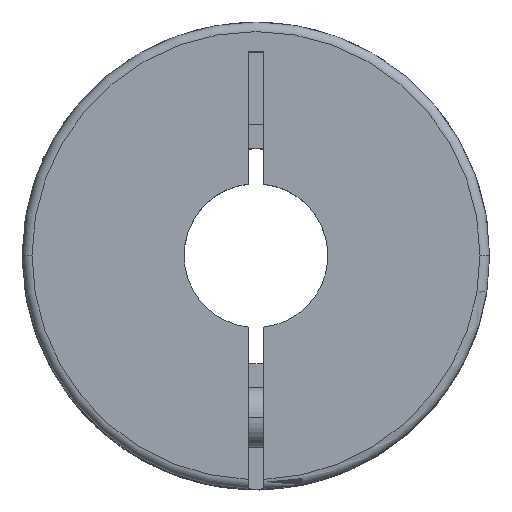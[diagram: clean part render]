
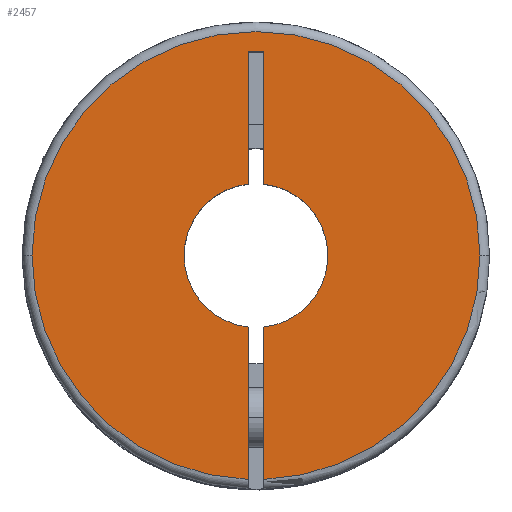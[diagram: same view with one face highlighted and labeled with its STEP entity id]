
A CAD part, top view. The second image highlights one B-rep face of the part: STEP entity #2457.
In plain terms, the highlighted planar face has unit normal (0, 0, 1).
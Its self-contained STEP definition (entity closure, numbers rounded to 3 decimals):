
#25 = VERTEX_POINT ( 'NONE', #2758 ) ;
#58 = DIRECTION ( 'NONE',  ( 0., 1., 0. ) ) ;
#91 = EDGE_CURVE ( 'NONE', #4341, #721, #123, .T. ) ;
#92 = AXIS2_PLACEMENT_3D ( 'NONE', #2163, #3545, #2866 ) ;
#108 = ORIENTED_EDGE ( 'NONE', *, *, #561, .F. ) ;
#119 = DIRECTION ( 'NONE',  ( 0., -1., 0. ) ) ;
#123 = LINE ( 'NONE', #3284, #4471 ) ;
#248 = ORIENTED_EDGE ( 'NONE', *, *, #3258, .T. ) ;
#330 = EDGE_CURVE ( 'NONE', #4341, #1599, #1291, .T. ) ;
#422 = CARTESIAN_POINT ( 'NONE',  ( 0.65, -5.965, 0. ) ) ;
#426 = LINE ( 'NONE', #1460, #482 ) ;
#467 = CARTESIAN_POINT ( 'NONE',  ( 0., 0., 0. ) ) ;
#482 = VECTOR ( 'NONE', #2174, 1000. ) ;
#561 = EDGE_CURVE ( 'NONE', #978, #2963, #1747, .T. ) ;
#573 = CARTESIAN_POINT ( 'NONE',  ( 0.65, 17., 0. ) ) ;
#721 = VERTEX_POINT ( 'NONE', #573 ) ;
#738 = DIRECTION ( 'NONE',  ( 0., -1., 0. ) ) ;
#809 = ORIENTED_EDGE ( 'NONE', *, *, #1810, .F. ) ;
#858 = EDGE_CURVE ( 'NONE', #721, #1385, #2725, .T. ) ;
#914 = CARTESIAN_POINT ( 'NONE',  ( 0.65, 17., 0. ) ) ;
#978 = VERTEX_POINT ( 'NONE', #2997 ) ;
#980 = EDGE_CURVE ( 'NONE', #25, #1599, #4380, .T. ) ;
#995 = CARTESIAN_POINT ( 'NONE',  ( 0., 0., 0. ) ) ;
#1058 = LINE ( 'NONE', #3879, #2464 ) ;
#1069 = CARTESIAN_POINT ( 'NONE',  ( 0., 0., 0. ) ) ;
#1214 = DIRECTION ( 'NONE',  ( -1., 0., 0. ) ) ;
#1221 = AXIS2_PLACEMENT_3D ( 'NONE', #995, #2418, #4067 ) ;
#1291 = CIRCLE ( 'NONE', #2993, 6. ) ;
#1293 = CARTESIAN_POINT ( 'NONE',  ( -0.65, -5.965, 0. ) ) ;
#1300 = ORIENTED_EDGE ( 'NONE', *, *, #1712, .T. ) ;
#1328 = CARTESIAN_POINT ( 'NONE',  ( -0.65, 17., 0. ) ) ;
#1374 = EDGE_CURVE ( 'NONE', #2165, #978, #2565, .T. ) ;
#1385 = VERTEX_POINT ( 'NONE', #1328 ) ;
#1389 = VERTEX_POINT ( 'NONE', #1702 ) ;
#1460 = CARTESIAN_POINT ( 'NONE',  ( -0.65, 17., 0. ) ) ;
#1497 = CIRCLE ( 'NONE', #92, 18.7 ) ;
#1551 = FACE_OUTER_BOUND ( 'NONE', #1994, .T. ) ;
#1554 = CARTESIAN_POINT ( 'NONE',  ( 0., 0., 0. ) ) ;
#1599 = VERTEX_POINT ( 'NONE', #422 ) ;
#1607 = CARTESIAN_POINT ( 'NONE',  ( 0.65, -19.5, 0. ) ) ;
#1702 = CARTESIAN_POINT ( 'NONE',  ( -0.65, 5.965, 0. ) ) ;
#1712 = EDGE_CURVE ( 'NONE', #2823, #1389, #3682, .T. ) ;
#1747 = CIRCLE ( 'NONE', #4300, 18.7 ) ;
#1810 = EDGE_CURVE ( 'NONE', #3006, #2165, #1058, .T. ) ;
#1867 = CARTESIAN_POINT ( 'NONE',  ( 0., 0., 0. ) ) ;
#1975 = ORIENTED_EDGE ( 'NONE', *, *, #330, .T. ) ;
#1994 = EDGE_LOOP ( 'NONE', ( #2526, #809, #248, #1300, #2097, #2218, #3657, #1975, #3680, #3231, #108 ) ) ;
#2024 = CARTESIAN_POINT ( 'NONE',  ( 18.7, 0., 0. ) ) ;
#2097 = ORIENTED_EDGE ( 'NONE', *, *, #3126, .F. ) ;
#2163 = CARTESIAN_POINT ( 'NONE',  ( 0., 0., 0. ) ) ;
#2165 = VERTEX_POINT ( 'NONE', #4478 ) ;
#2174 = DIRECTION ( 'NONE',  ( 0., -1., 0. ) ) ;
#2218 = ORIENTED_EDGE ( 'NONE', *, *, #858, .F. ) ;
#2240 = AXIS2_PLACEMENT_3D ( 'NONE', #467, #4005, #119 ) ;
#2270 = CIRCLE ( 'NONE', #1221, 6. ) ;
#2335 = DIRECTION ( 'NONE',  ( -1., 0., 0. ) ) ;
#2418 = DIRECTION ( 'NONE',  ( 0., 0., -1. ) ) ;
#2457 = ADVANCED_FACE ( 'NONE', ( #1551 ), #3619, .F. ) ;
#2464 = VECTOR ( 'NONE', #738, 1000. ) ;
#2490 = VECTOR ( 'NONE', #2335, 1000. ) ;
#2526 = ORIENTED_EDGE ( 'NONE', *, *, #1374, .F. ) ;
#2565 = CIRCLE ( 'NONE', #3438, 18.7 ) ;
#2594 = DIRECTION ( 'NONE',  ( 0., 0., -1. ) ) ;
#2725 = LINE ( 'NONE', #914, #2490 ) ;
#2758 = CARTESIAN_POINT ( 'NONE',  ( 0.65, -18.689, 0. ) ) ;
#2823 = VERTEX_POINT ( 'NONE', #3252 ) ;
#2866 = DIRECTION ( 'NONE',  ( -1., 0., 0. ) ) ;
#2963 = VERTEX_POINT ( 'NONE', #2024 ) ;
#2993 = AXIS2_PLACEMENT_3D ( 'NONE', #1554, #4111, #3354 ) ;
#2997 = CARTESIAN_POINT ( 'NONE',  ( -18.7, 0., 0. ) ) ;
#3006 = VERTEX_POINT ( 'NONE', #1293 ) ;
#3126 = EDGE_CURVE ( 'NONE', #1385, #1389, #426, .T. ) ;
#3231 = ORIENTED_EDGE ( 'NONE', *, *, #3370, .F. ) ;
#3252 = CARTESIAN_POINT ( 'NONE',  ( -6., 0., 0. ) ) ;
#3258 = EDGE_CURVE ( 'NONE', #3006, #2823, #2270, .T. ) ;
#3284 = CARTESIAN_POINT ( 'NONE',  ( 0.65, -19.5, 0. ) ) ;
#3354 = DIRECTION ( 'NONE',  ( -1., 0., 0. ) ) ;
#3370 = EDGE_CURVE ( 'NONE', #2963, #25, #1497, .T. ) ;
#3438 = AXIS2_PLACEMENT_3D ( 'NONE', #1069, #3466, #3780 ) ;
#3466 = DIRECTION ( 'NONE',  ( 0., 0., -1. ) ) ;
#3545 = DIRECTION ( 'NONE',  ( 0., 0., -1. ) ) ;
#3619 = PLANE ( 'NONE',  #2240 ) ;
#3626 = DIRECTION ( 'NONE',  ( 0., 0., -1. ) ) ;
#3657 = ORIENTED_EDGE ( 'NONE', *, *, #91, .F. ) ;
#3680 = ORIENTED_EDGE ( 'NONE', *, *, #980, .F. ) ;
#3682 = CIRCLE ( 'NONE', #4340, 6. ) ;
#3780 = DIRECTION ( 'NONE',  ( -1., 0., 0. ) ) ;
#3791 = CARTESIAN_POINT ( 'NONE',  ( 0.65, 5.965, 0. ) ) ;
#3879 = CARTESIAN_POINT ( 'NONE',  ( -0.65, 17., 0. ) ) ;
#3998 = DIRECTION ( 'NONE',  ( -1., 0., 0. ) ) ;
#4004 = VECTOR ( 'NONE', #4399, 1000. ) ;
#4005 = DIRECTION ( 'NONE',  ( 0., 0., -1. ) ) ;
#4067 = DIRECTION ( 'NONE',  ( -1., 0., 0. ) ) ;
#4111 = DIRECTION ( 'NONE',  ( 0., 0., -1. ) ) ;
#4300 = AXIS2_PLACEMENT_3D ( 'NONE', #1867, #3626, #1214 ) ;
#4340 = AXIS2_PLACEMENT_3D ( 'NONE', #4462, #2594, #3998 ) ;
#4341 = VERTEX_POINT ( 'NONE', #3791 ) ;
#4380 = LINE ( 'NONE', #1607, #4004 ) ;
#4399 = DIRECTION ( 'NONE',  ( 0., 1., 0. ) ) ;
#4462 = CARTESIAN_POINT ( 'NONE',  ( 0., 0., 0. ) ) ;
#4471 = VECTOR ( 'NONE', #58, 1000. ) ;
#4478 = CARTESIAN_POINT ( 'NONE',  ( -0.65, -18.689, 0. ) ) ;
